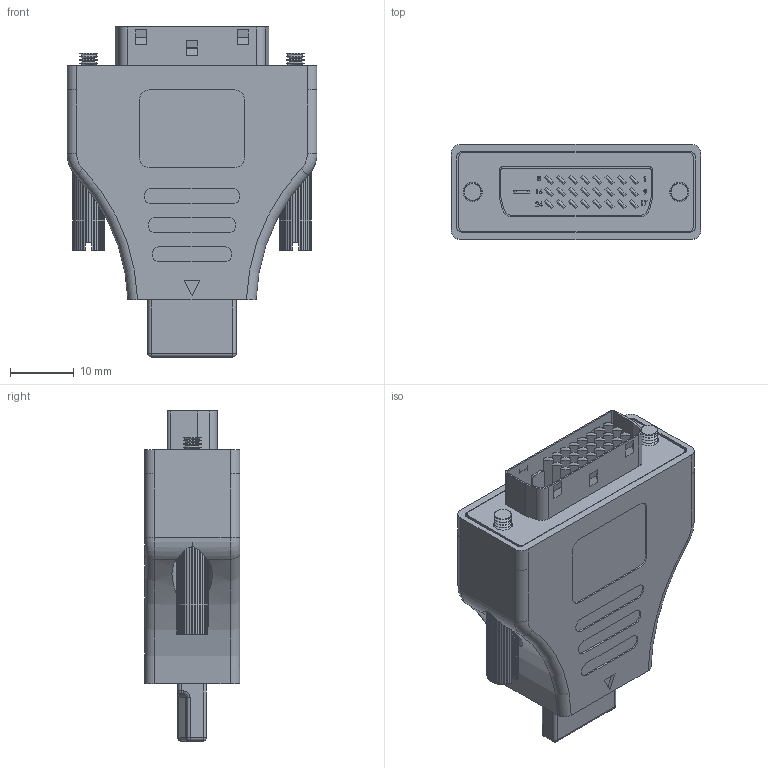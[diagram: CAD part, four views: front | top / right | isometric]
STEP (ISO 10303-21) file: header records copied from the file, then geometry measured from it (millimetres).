
FILE_DESCRIPTION (( 'STEP AP214' ), '1' );
FILE_NAME ('DVIHDMM.STEP', '2006-08-28T20:16:41', ( 'L-COM' ), ( 'L-COM' ), 'SwSTEP 2.0', 'SolidWorks 2006052', '' );
FILE_SCHEMA (( 'AUTOMOTIVE_DESIGN' ));
Length unit declared in the file: inch
Products named in the file (7): MTN-083-MA2; DVIHDXM-MA1; MTN-139; 3AB14-013; 3AA07-051; DVIHDMM; MTN-139-MA1
Assembly tree (7 placements, depth 3):
  DVIHDMM
    3AB14-013
    MTN-139
      MTN-083-MA2
      3AA07-051  x2
      MTN-139-MA1
    DVIHDXM-MA1
Bounding box: 39.32 x 15.04 x 51.92 mm (x, y, z)
Volume: 18058.5 mm3; surface area: 11535.5 mm2
Topology: 6 solids, 6 shells, 1157 faces, 3014 edges, 1949 vertices
Faces by surface type: plane 709, cylinder 251, bspline 99, cone 76, torus 12, sphere 10
Entity records: 42300 total; most frequent: CARTESIAN_POINT 13031, ORIENTED_EDGE 5102, DIRECTION 4593, EDGE_CURVE 2551, VECTOR 1955, LINE 1955, VERTEX_POINT 1665, AXIS2_PLACEMENT_3D 1319
